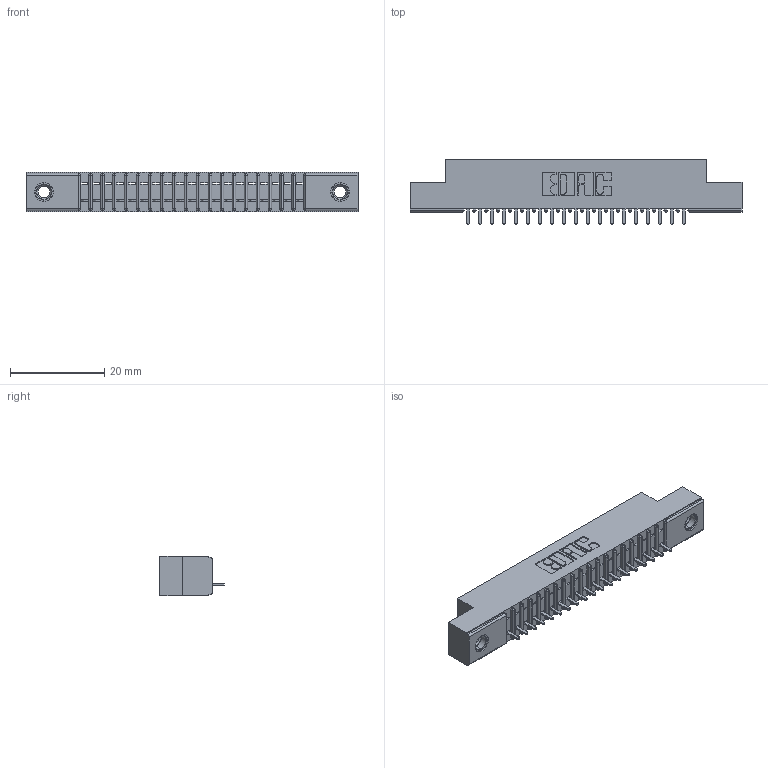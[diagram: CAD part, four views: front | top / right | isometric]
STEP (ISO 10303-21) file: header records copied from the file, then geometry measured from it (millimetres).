
FILE_DESCRIPTION (( 'STEP AP203' ), '1' );
FILE_NAME ('391-019-524-107.STEP', '2018-08-08T18:41:22', ( '' ), ( '' ), 'SwSTEP 2.0', 'SolidWorks 2016', '' );
FILE_SCHEMA (( 'CONFIG_CONTROL_DESIGN' ));
Length unit declared in the file: inch
Products named in the file (4): 341 Part_.156 (3.96) Dia Mounting Holes; 341-292-001_341-292-124; 345-250-001_345-250-005-103; 391-019-524-107
Assembly tree (22 placements, depth 2):
  391-019-524-107
    341 Part_.156 (3.96) Dia Mounting Holes
    341-292-001_341-292-124  x19
    345-250-001_345-250-005-103  x2
Bounding box: 70.48 x 13.64 x 8.38 mm (x, y, z)
Volume: 3869.7 mm3; surface area: 6974 mm2
Topology: 22 solids, 22 shells, 1734 faces, 4955 edges, 3178 vertices
Faces by surface type: plane 1069, cylinder 573, sphere 40, torus 40, cone 12
Entity records: 26635 total; most frequent: CARTESIAN_POINT 4493, ORIENTED_EDGE 4474, DIRECTION 4367, EDGE_CURVE 2237, VECTOR 1779, LINE 1779, VERTEX_POINT 1420, AXIS2_PLACEMENT_3D 1294
